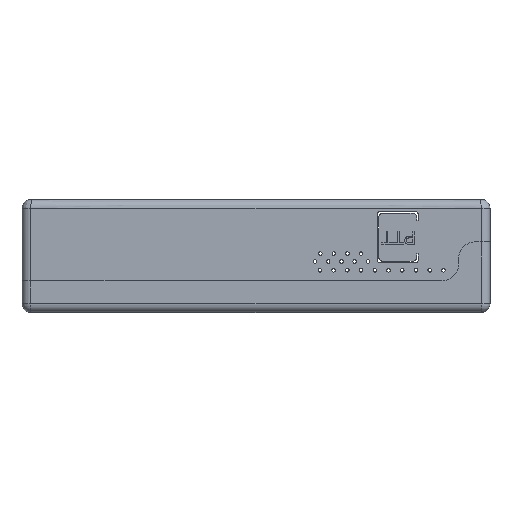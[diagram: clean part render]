
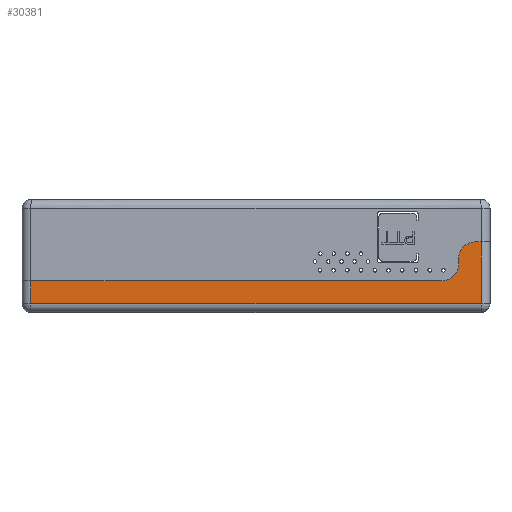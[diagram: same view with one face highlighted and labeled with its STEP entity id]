
A CAD part, left-side view. The second image highlights one B-rep face of the part: STEP entity #30381.
In plain terms, the highlighted planar face has unit normal (-1, 0, 0).
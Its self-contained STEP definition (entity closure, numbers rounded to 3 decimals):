
#26694 = CYLINDRICAL_SURFACE('',#26695,2.5);
#26695 = AXIS2_PLACEMENT_3D('',#26696,#26697,#26698);
#26696 = CARTESIAN_POINT('',(-30.05,63.75,0.));
#26697 = DIRECTION('',(0.,0.,1.));
#26698 = DIRECTION('',(0.,1.,0.));
#26722 = PLANE('',#26723);
#26723 = AXIS2_PLACEMENT_3D('',#26724,#26725,#26726);
#26724 = CARTESIAN_POINT('',(-42.45,-52.596,9.));
#26725 = DIRECTION('',(0.,0.,1.));
#26726 = DIRECTION('',(0.,1.,0.));
#27944 = EDGE_CURVE('',#27945,#27947,#27949,.T.);
#27945 = VERTEX_POINT('',#27946);
#27946 = CARTESIAN_POINT('',(-32.55,-52.596,9.));
#27947 = VERTEX_POINT('',#27948);
#27948 = CARTESIAN_POINT('',(-32.55,63.75,9.));
#27949 = SURFACE_CURVE('',#27950,(#27954,#27961),.PCURVE_S1.);
#27950 = LINE('',#27951,#27952);
#27951 = CARTESIAN_POINT('',(-32.55,-59.423,9.));
#27952 = VECTOR('',#27953,1.);
#27953 = DIRECTION('',(0.,1.,0.));
#27954 = PCURVE('',#26722,#27955);
#27955 = DEFINITIONAL_REPRESENTATION('',(#27956),#27960);
#27956 = LINE('',#27957,#27958);
#27957 = CARTESIAN_POINT('',(-6.827,-9.9));
#27958 = VECTOR('',#27959,1.);
#27959 = DIRECTION('',(1.,0.));
#27960 = ( GEOMETRIC_REPRESENTATION_CONTEXT(2) 
PARAMETRIC_REPRESENTATION_CONTEXT() REPRESENTATION_CONTEXT('2D SPACE',''
  ) );
#27961 = PCURVE('',#27962,#27967);
#27962 = PLANE('',#27963);
#27963 = AXIS2_PLACEMENT_3D('',#27964,#27965,#27966);
#27964 = CARTESIAN_POINT('',(-32.55,-66.25,0.));
#27965 = DIRECTION('',(-1.,0.,0.));
#27966 = DIRECTION('',(0.,1.,0.));
#27967 = DEFINITIONAL_REPRESENTATION('',(#27968),#27972);
#27968 = LINE('',#27969,#27970);
#27969 = CARTESIAN_POINT('',(6.827,-9.));
#27970 = VECTOR('',#27971,1.);
#27971 = DIRECTION('',(1.,0.));
#27972 = ( GEOMETRIC_REPRESENTATION_CONTEXT(2) 
PARAMETRIC_REPRESENTATION_CONTEXT() REPRESENTATION_CONTEXT('2D SPACE',''
  ) );
#27990 = CYLINDRICAL_SURFACE('',#27991,4.8);
#27991 = AXIS2_PLACEMENT_3D('',#27992,#27993,#27994);
#27992 = CARTESIAN_POINT('',(-42.45,-52.596,13.8));
#27993 = DIRECTION('',(-1.,-0.,-0.));
#27994 = DIRECTION('',(0.,1.,0.));
#28103 = VERTEX_POINT('',#28104);
#28104 = CARTESIAN_POINT('',(-32.55,63.75,2.5));
#28126 = EDGE_CURVE('',#28103,#27947,#28127,.T.);
#28127 = SURFACE_CURVE('',#28128,(#28132,#28139),.PCURVE_S1.);
#28128 = LINE('',#28129,#28130);
#28129 = CARTESIAN_POINT('',(-32.55,63.75,0.));
#28130 = VECTOR('',#28131,1.);
#28131 = DIRECTION('',(0.,0.,1.));
#28132 = PCURVE('',#26694,#28133);
#28133 = DEFINITIONAL_REPRESENTATION('',(#28134),#28138);
#28134 = LINE('',#28135,#28136);
#28135 = CARTESIAN_POINT('',(1.571,0.));
#28136 = VECTOR('',#28137,1.);
#28137 = DIRECTION('',(0.,1.));
#28138 = ( GEOMETRIC_REPRESENTATION_CONTEXT(2) 
PARAMETRIC_REPRESENTATION_CONTEXT() REPRESENTATION_CONTEXT('2D SPACE',''
  ) );
#28139 = PCURVE('',#27962,#28140);
#28140 = DEFINITIONAL_REPRESENTATION('',(#28141),#28145);
#28141 = LINE('',#28142,#28143);
#28142 = CARTESIAN_POINT('',(130.,0.));
#28143 = VECTOR('',#28144,1.);
#28144 = DIRECTION('',(0.,-1.));
#28145 = ( GEOMETRIC_REPRESENTATION_CONTEXT(2) 
PARAMETRIC_REPRESENTATION_CONTEXT() REPRESENTATION_CONTEXT('2D SPACE',''
  ) );
#29701 = CYLINDRICAL_SURFACE('',#29702,2.5);
#29702 = AXIS2_PLACEMENT_3D('',#29703,#29704,#29705);
#29703 = CARTESIAN_POINT('',(-30.05,-66.25,2.5));
#29704 = DIRECTION('',(0.,1.,0.));
#29705 = DIRECTION('',(-1.,0.,0.));
#30381 = ADVANCED_FACE('',(#30382),#27962,.T.);
#30382 = FACE_BOUND('',#30383,.T.);
#30383 = EDGE_LOOP('',(#30384,#30407,#30435,#30463,#30492,#30520,#30542,
    #30543));
#30384 = ORIENTED_EDGE('',*,*,#30385,.F.);
#30385 = EDGE_CURVE('',#30386,#28103,#30388,.T.);
#30386 = VERTEX_POINT('',#30387);
#30387 = CARTESIAN_POINT('',(-32.55,-63.75,2.5));
#30388 = SURFACE_CURVE('',#30389,(#30393,#30400),.PCURVE_S1.);
#30389 = LINE('',#30390,#30391);
#30390 = CARTESIAN_POINT('',(-32.55,-66.25,2.5));
#30391 = VECTOR('',#30392,1.);
#30392 = DIRECTION('',(0.,1.,0.));
#30393 = PCURVE('',#27962,#30394);
#30394 = DEFINITIONAL_REPRESENTATION('',(#30395),#30399);
#30395 = LINE('',#30396,#30397);
#30396 = CARTESIAN_POINT('',(0.,-2.5));
#30397 = VECTOR('',#30398,1.);
#30398 = DIRECTION('',(1.,0.));
#30399 = ( GEOMETRIC_REPRESENTATION_CONTEXT(2) 
PARAMETRIC_REPRESENTATION_CONTEXT() REPRESENTATION_CONTEXT('2D SPACE',''
  ) );
#30400 = PCURVE('',#29701,#30401);
#30401 = DEFINITIONAL_REPRESENTATION('',(#30402),#30406);
#30402 = LINE('',#30403,#30404);
#30403 = CARTESIAN_POINT('',(-0.,0.));
#30404 = VECTOR('',#30405,1.);
#30405 = DIRECTION('',(-0.,1.));
#30406 = ( GEOMETRIC_REPRESENTATION_CONTEXT(2) 
PARAMETRIC_REPRESENTATION_CONTEXT() REPRESENTATION_CONTEXT('2D SPACE',''
  ) );
#30407 = ORIENTED_EDGE('',*,*,#30408,.T.);
#30408 = EDGE_CURVE('',#30386,#30409,#30411,.T.);
#30409 = VERTEX_POINT('',#30410);
#30410 = CARTESIAN_POINT('',(-32.55,-63.75,20.026));
#30411 = SURFACE_CURVE('',#30412,(#30416,#30423),.PCURVE_S1.);
#30412 = LINE('',#30413,#30414);
#30413 = CARTESIAN_POINT('',(-32.55,-63.75,0.));
#30414 = VECTOR('',#30415,1.);
#30415 = DIRECTION('',(0.,0.,1.));
#30416 = PCURVE('',#27962,#30417);
#30417 = DEFINITIONAL_REPRESENTATION('',(#30418),#30422);
#30418 = LINE('',#30419,#30420);
#30419 = CARTESIAN_POINT('',(2.5,0.));
#30420 = VECTOR('',#30421,1.);
#30421 = DIRECTION('',(0.,-1.));
#30422 = ( GEOMETRIC_REPRESENTATION_CONTEXT(2) 
PARAMETRIC_REPRESENTATION_CONTEXT() REPRESENTATION_CONTEXT('2D SPACE',''
  ) );
#30423 = PCURVE('',#30424,#30429);
#30424 = CYLINDRICAL_SURFACE('',#30425,2.5);
#30425 = AXIS2_PLACEMENT_3D('',#30426,#30427,#30428);
#30426 = CARTESIAN_POINT('',(-30.05,-63.75,0.));
#30427 = DIRECTION('',(0.,0.,1.));
#30428 = DIRECTION('',(-1.,0.,0.));
#30429 = DEFINITIONAL_REPRESENTATION('',(#30430),#30434);
#30430 = LINE('',#30431,#30432);
#30431 = CARTESIAN_POINT('',(0.,0.));
#30432 = VECTOR('',#30433,1.);
#30433 = DIRECTION('',(0.,1.));
#30434 = ( GEOMETRIC_REPRESENTATION_CONTEXT(2) 
PARAMETRIC_REPRESENTATION_CONTEXT() REPRESENTATION_CONTEXT('2D SPACE',''
  ) );
#30435 = ORIENTED_EDGE('',*,*,#30436,.T.);
#30436 = EDGE_CURVE('',#30409,#30437,#30439,.T.);
#30437 = VERTEX_POINT('',#30438);
#30438 = CARTESIAN_POINT('',(-32.55,-62.196,20.026));
#30439 = SURFACE_CURVE('',#30440,(#30444,#30451),.PCURVE_S1.);
#30440 = LINE('',#30441,#30442);
#30441 = CARTESIAN_POINT('',(-32.55,-69.092,20.026));
#30442 = VECTOR('',#30443,1.);
#30443 = DIRECTION('',(0.,1.,0.));
#30444 = PCURVE('',#27962,#30445);
#30445 = DEFINITIONAL_REPRESENTATION('',(#30446),#30450);
#30446 = LINE('',#30447,#30448);
#30447 = CARTESIAN_POINT('',(-2.842,-20.026));
#30448 = VECTOR('',#30449,1.);
#30449 = DIRECTION('',(1.,0.));
#30450 = ( GEOMETRIC_REPRESENTATION_CONTEXT(2) 
PARAMETRIC_REPRESENTATION_CONTEXT() REPRESENTATION_CONTEXT('2D SPACE',''
  ) );
#30451 = PCURVE('',#30452,#30457);
#30452 = PLANE('',#30453);
#30453 = AXIS2_PLACEMENT_3D('',#30454,#30455,#30456);
#30454 = CARTESIAN_POINT('',(-42.45,-71.934,20.026));
#30455 = DIRECTION('',(0.,0.,1.));
#30456 = DIRECTION('',(0.,1.,0.));
#30457 = DEFINITIONAL_REPRESENTATION('',(#30458),#30462);
#30458 = LINE('',#30459,#30460);
#30459 = CARTESIAN_POINT('',(2.842,-9.9));
#30460 = VECTOR('',#30461,1.);
#30461 = DIRECTION('',(1.,0.));
#30462 = ( GEOMETRIC_REPRESENTATION_CONTEXT(2) 
PARAMETRIC_REPRESENTATION_CONTEXT() REPRESENTATION_CONTEXT('2D SPACE',''
  ) );
#30463 = ORIENTED_EDGE('',*,*,#30464,.T.);
#30464 = EDGE_CURVE('',#30437,#30465,#30467,.T.);
#30465 = VERTEX_POINT('',#30466);
#30466 = CARTESIAN_POINT('',(-32.55,-57.396,15.226));
#30467 = SURFACE_CURVE('',#30468,(#30473,#30480),.PCURVE_S1.);
#30468 = CIRCLE('',#30469,4.8);
#30469 = AXIS2_PLACEMENT_3D('',#30470,#30471,#30472);
#30470 = CARTESIAN_POINT('',(-32.55,-62.196,15.226));
#30471 = DIRECTION('',(-1.,0.,0.));
#30472 = DIRECTION('',(0.,1.,0.));
#30473 = PCURVE('',#27962,#30474);
#30474 = DEFINITIONAL_REPRESENTATION('',(#30475),#30479);
#30475 = CIRCLE('',#30476,4.8);
#30476 = AXIS2_PLACEMENT_2D('',#30477,#30478);
#30477 = CARTESIAN_POINT('',(4.054,-15.226));
#30478 = DIRECTION('',(1.,0.));
#30479 = ( GEOMETRIC_REPRESENTATION_CONTEXT(2) 
PARAMETRIC_REPRESENTATION_CONTEXT() REPRESENTATION_CONTEXT('2D SPACE',''
  ) );
#30480 = PCURVE('',#30481,#30486);
#30481 = CYLINDRICAL_SURFACE('',#30482,4.8);
#30482 = AXIS2_PLACEMENT_3D('',#30483,#30484,#30485);
#30483 = CARTESIAN_POINT('',(-42.45,-62.196,15.226));
#30484 = DIRECTION('',(-1.,-0.,-0.));
#30485 = DIRECTION('',(0.,1.,0.));
#30486 = DEFINITIONAL_REPRESENTATION('',(#30487),#30491);
#30487 = LINE('',#30488,#30489);
#30488 = CARTESIAN_POINT('',(-6.283,-9.9));
#30489 = VECTOR('',#30490,1.);
#30490 = DIRECTION('',(1.,-0.));
#30491 = ( GEOMETRIC_REPRESENTATION_CONTEXT(2) 
PARAMETRIC_REPRESENTATION_CONTEXT() REPRESENTATION_CONTEXT('2D SPACE',''
  ) );
#30492 = ORIENTED_EDGE('',*,*,#30493,.T.);
#30493 = EDGE_CURVE('',#30465,#30494,#30496,.T.);
#30494 = VERTEX_POINT('',#30495);
#30495 = CARTESIAN_POINT('',(-32.55,-57.396,13.8));
#30496 = SURFACE_CURVE('',#30497,(#30501,#30508),.PCURVE_S1.);
#30497 = LINE('',#30498,#30499);
#30498 = CARTESIAN_POINT('',(-32.55,-57.396,7.613));
#30499 = VECTOR('',#30500,1.);
#30500 = DIRECTION('',(0.,0.,-1.));
#30501 = PCURVE('',#27962,#30502);
#30502 = DEFINITIONAL_REPRESENTATION('',(#30503),#30507);
#30503 = LINE('',#30504,#30505);
#30504 = CARTESIAN_POINT('',(8.854,-7.613));
#30505 = VECTOR('',#30506,1.);
#30506 = DIRECTION('',(0.,1.));
#30507 = ( GEOMETRIC_REPRESENTATION_CONTEXT(2) 
PARAMETRIC_REPRESENTATION_CONTEXT() REPRESENTATION_CONTEXT('2D SPACE',''
  ) );
#30508 = PCURVE('',#30509,#30514);
#30509 = PLANE('',#30510);
#30510 = AXIS2_PLACEMENT_3D('',#30511,#30512,#30513);
#30511 = CARTESIAN_POINT('',(-42.45,-57.396,15.226));
#30512 = DIRECTION('',(0.,1.,0.));
#30513 = DIRECTION('',(0.,0.,-1.));
#30514 = DEFINITIONAL_REPRESENTATION('',(#30515),#30519);
#30515 = LINE('',#30516,#30517);
#30516 = CARTESIAN_POINT('',(7.613,-9.9));
#30517 = VECTOR('',#30518,1.);
#30518 = DIRECTION('',(1.,0.));
#30519 = ( GEOMETRIC_REPRESENTATION_CONTEXT(2) 
PARAMETRIC_REPRESENTATION_CONTEXT() REPRESENTATION_CONTEXT('2D SPACE',''
  ) );
#30520 = ORIENTED_EDGE('',*,*,#30521,.F.);
#30521 = EDGE_CURVE('',#27945,#30494,#30522,.T.);
#30522 = SURFACE_CURVE('',#30523,(#30528,#30535),.PCURVE_S1.);
#30523 = CIRCLE('',#30524,4.8);
#30524 = AXIS2_PLACEMENT_3D('',#30525,#30526,#30527);
#30525 = CARTESIAN_POINT('',(-32.55,-52.596,13.8));
#30526 = DIRECTION('',(-1.,0.,0.));
#30527 = DIRECTION('',(0.,1.,0.));
#30528 = PCURVE('',#27962,#30529);
#30529 = DEFINITIONAL_REPRESENTATION('',(#30530),#30534);
#30530 = CIRCLE('',#30531,4.8);
#30531 = AXIS2_PLACEMENT_2D('',#30532,#30533);
#30532 = CARTESIAN_POINT('',(13.654,-13.8));
#30533 = DIRECTION('',(1.,0.));
#30534 = ( GEOMETRIC_REPRESENTATION_CONTEXT(2) 
PARAMETRIC_REPRESENTATION_CONTEXT() REPRESENTATION_CONTEXT('2D SPACE',''
  ) );
#30535 = PCURVE('',#27990,#30536);
#30536 = DEFINITIONAL_REPRESENTATION('',(#30537),#30541);
#30537 = LINE('',#30538,#30539);
#30538 = CARTESIAN_POINT('',(-6.283,-9.9));
#30539 = VECTOR('',#30540,1.);
#30540 = DIRECTION('',(1.,-0.));
#30541 = ( GEOMETRIC_REPRESENTATION_CONTEXT(2) 
PARAMETRIC_REPRESENTATION_CONTEXT() REPRESENTATION_CONTEXT('2D SPACE',''
  ) );
#30542 = ORIENTED_EDGE('',*,*,#27944,.T.);
#30543 = ORIENTED_EDGE('',*,*,#28126,.F.);
